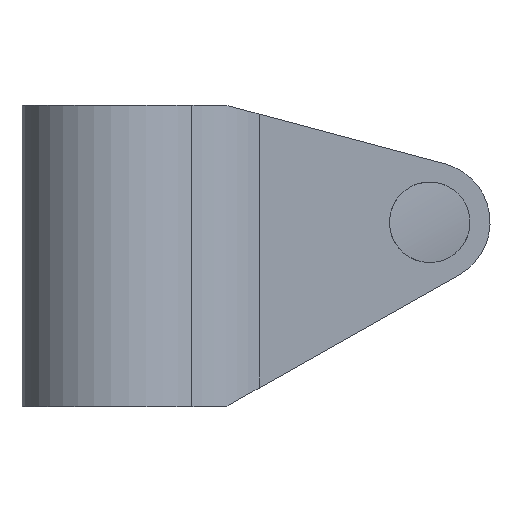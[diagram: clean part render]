
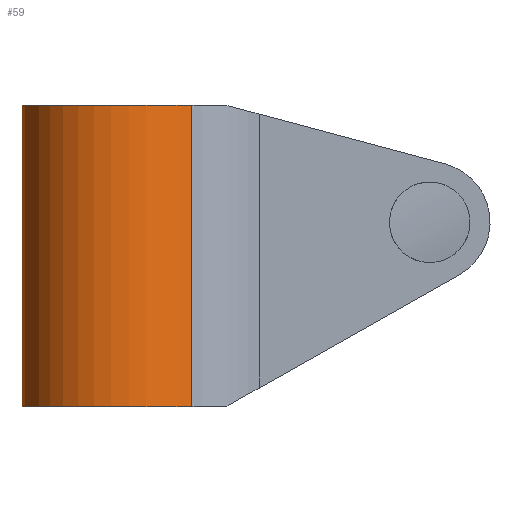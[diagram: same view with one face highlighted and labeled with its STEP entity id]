
A CAD part, left-side view. The second image highlights one B-rep face of the part: STEP entity #59.
In plain terms, the highlighted cylindrical face has radius 12.896 mm (diameter 25.791 mm), a partial arc.
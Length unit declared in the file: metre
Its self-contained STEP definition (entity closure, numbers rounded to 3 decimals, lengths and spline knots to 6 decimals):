
#59 = ADVANCED_FACE( '', ( #121 ), #122, .T. );
#121 = FACE_OUTER_BOUND( '', #180, .T. );
#122 = CYLINDRICAL_SURFACE( '', #181, 0.012896 );
#180 = EDGE_LOOP( '', ( #280, #281, #282, #283 ) );
#181 = AXIS2_PLACEMENT_3D( '', #284, #285, #286 );
#280 = ORIENTED_EDGE( '', *, *, #354, .F. );
#281 = ORIENTED_EDGE( '', *, *, #355, .T. );
#282 = ORIENTED_EDGE( '', *, *, #351, .T. );
#283 = ORIENTED_EDGE( '', *, *, #319, .T. );
#284 = CARTESIAN_POINT( '', ( 0., 1.403659, 0.476056 ) );
#285 = DIRECTION( '', ( 0., 0., 1. ) );
#286 = DIRECTION( '', ( -1., 0., 0. ) );
#319 = EDGE_CURVE( '', #366, #363, #367, .F. );
#351 = EDGE_CURVE( '', #415, #366, #416, .T. );
#354 = EDGE_CURVE( '', #419, #363, #420, .T. );
#355 = EDGE_CURVE( '', #419, #415, #421, .T. );
#363 = VERTEX_POINT( '', #430 );
#366 = VERTEX_POINT( '', #433 );
#367 = LINE( '', #434, #435 );
#415 = VERTEX_POINT( '', #570 );
#416 = CIRCLE( '', #571, 0.012896 );
#419 = VERTEX_POINT( '', #574 );
#420 = CIRCLE( '', #575, 0.012896 );
#421 = LINE( '', #576, #577 );
#430 = CARTESIAN_POINT( '', ( -0.009598, 1.395046, 0.476056 ) );
#433 = CARTESIAN_POINT( '', ( -0.009598, 1.395046, 0.437956 ) );
#434 = CARTESIAN_POINT( '', ( -0.009598, 1.395046, 0.476056 ) );
#435 = VECTOR( '', #665, 1. );
#570 = CARTESIAN_POINT( '', ( 0.009598, 1.395046, 0.437956 ) );
#571 = AXIS2_PLACEMENT_3D( '', #709, #710, #711 );
#574 = CARTESIAN_POINT( '', ( 0.009598, 1.395046, 0.476056 ) );
#575 = AXIS2_PLACEMENT_3D( '', #715, #716, #717 );
#576 = CARTESIAN_POINT( '', ( 0.009598, 1.395046, 0.476056 ) );
#577 = VECTOR( '', #718, 1. );
#665 = DIRECTION( '', ( 0., 0., -1. ) );
#709 = CARTESIAN_POINT( '', ( 0., 1.403659, 0.437956 ) );
#710 = DIRECTION( '', ( 0., 0., 1. ) );
#711 = DIRECTION( '', ( 1., 0., 0. ) );
#715 = CARTESIAN_POINT( '', ( 0., 1.403659, 0.476056 ) );
#716 = DIRECTION( '', ( 0., 0., 1. ) );
#717 = DIRECTION( '', ( 1., 0., 0. ) );
#718 = DIRECTION( '', ( 0., 0., -1. ) );
